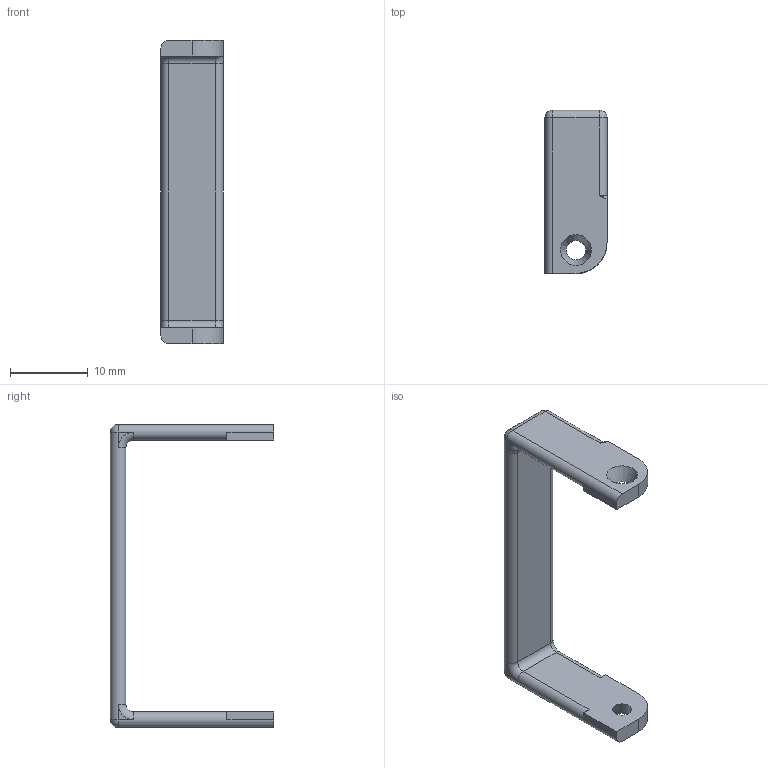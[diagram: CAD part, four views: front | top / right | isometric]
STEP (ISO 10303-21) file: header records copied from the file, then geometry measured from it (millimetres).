
FILE_DESCRIPTION(/* description */ (''),/* implementation_level */ '2;1');
FILE_NAME(/* name */ 'Clamp - elongated.stp',/* time_stamp */ '2016-06-19T16:57:05+08:00',/* author */ (''),/* organization */ (''),/* preprocessor_version */ 'ST-DEVELOPER v16.5',/* originating_system */ 'Autodesk Translation Framework v5.0.0.3310',/* authorisation */ '');
FILE_SCHEMA (('AUTOMOTIVE_DESIGN { 1 0 10303 214 3 1 1 }'));
Length unit declared in the file: centimetre
Products named in the file (1): FusionComponent
Bounding box: 8 x 21 x 39 mm (x, y, z)
Volume: 1130.3 mm3; surface area: 1438.5 mm2
Topology: 1 solids, 1 shells, 46 faces, 113 edges, 67 vertices
Faces by surface type: plane 22, cylinder 12, sphere 4, torus 4, cone 2, bspline 2
Entity records: 1378 total; most frequent: CARTESIAN_POINT 265, DIRECTION 242, ORIENTED_EDGE 216, EDGE_CURVE 108, AXIS2_PLACEMENT_3D 91, VERTEX_POINT 66, LINE 60, VECTOR 60
